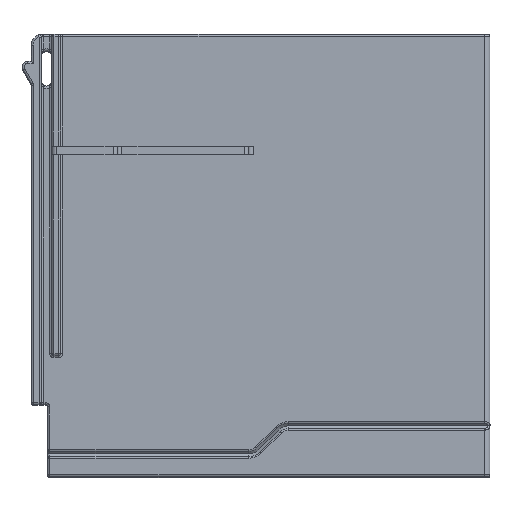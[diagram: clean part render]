
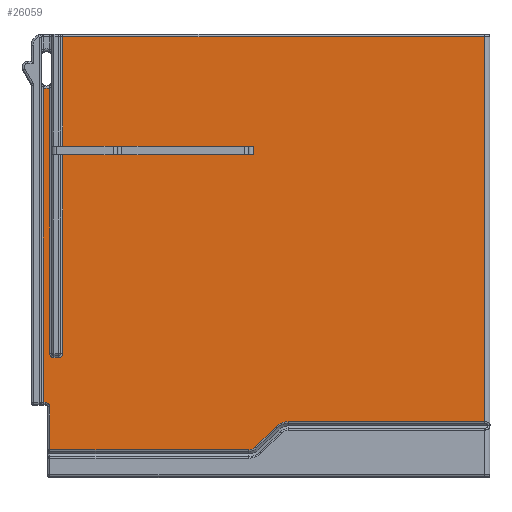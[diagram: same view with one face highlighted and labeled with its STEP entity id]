
A CAD part, top view. The second image highlights one B-rep face of the part: STEP entity #26059.
In plain terms, the highlighted planar face has unit normal (0, 0, 1).
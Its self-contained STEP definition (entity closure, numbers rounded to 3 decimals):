
#21722=DIRECTION('',(1.,0.,0.));
#21723=VECTOR('',#21722,45.358);
#21724=CARTESIAN_POINT('',(82.55,-24.343,-22.05));
#21725=LINE('',#21724,#21723);
#21751=DIRECTION('',(0.,-1.,0.));
#21752=VECTOR('',#21751,9.793);
#21753=CARTESIAN_POINT('',(82.55,-14.55,-22.05));
#21754=LINE('',#21753,#21752);
#21760=DIRECTION('',(0.,-1.,0.));
#21761=VECTOR('',#21760,87.893);
#21762=CARTESIAN_POINT('',(181.75,69.95,-22.05));
#21763=LINE('',#21762,#21761);
#21764=CARTESIAN_POINT('',(137.,-22.15,-22.05));
#21765=DIRECTION('',(0.,0.,1.));
#21766=DIRECTION('',(0.,1.,0.));
#21767=AXIS2_PLACEMENT_3D('',#21764,#21765,#21766);
#21769=DIRECTION('',(-0.707,-0.707,0.));
#21770=VECTOR('',#21769,6.359);
#21771=CARTESIAN_POINT('',(134.025,-19.175,
-22.05));
#21772=LINE('',#21771,#21770);
#21773=CARTESIAN_POINT('',(127.908,-22.05,-22.05));
#21774=DIRECTION('',(0.,0.,-1.));
#21775=DIRECTION('',(0.707,-0.707,0.));
#21776=AXIS2_PLACEMENT_3D('',#21773,#21774,#21775);
#21778=CARTESIAN_POINT('',(81.55,-14.55,-22.05));
#21779=DIRECTION('',(0.,0.,1.));
#21780=DIRECTION('',(1.,0.,0.));
#21781=AXIS2_PLACEMENT_3D('',#21778,#21779,#21780);
#21783=CARTESIAN_POINT('',(81.8,59.85,-22.05));
#21784=DIRECTION('',(0.,0.,1.));
#21785=DIRECTION('',(-0.412,-0.911,0.));
#21786=AXIS2_PLACEMENT_3D('',#21783,#21784,#21785);
#21788=CARTESIAN_POINT('',(83.5,-2.35,-22.05));
#21789=DIRECTION('',(0.,0.,1.));
#21790=DIRECTION('',(-1.,0.,0.));
#21791=AXIS2_PLACEMENT_3D('',#21788,#21789,#21790);
#21793=CARTESIAN_POINT('',(84.5,-2.35,-22.05));
#21794=DIRECTION('',(0.,0.,1.));
#21795=DIRECTION('',(0.,-1.,0.));
#21796=AXIS2_PLACEMENT_3D('',#21793,#21794,#21795);
#21798=DIRECTION('',(0.,-1.,0.));
#21799=VECTOR('',#21798,2.);
#21800=CARTESIAN_POINT('',(129.,44.95,-22.05));
#21801=LINE('',#21800,#21799);
#21812=DIRECTION('',(-1.,0.,0.));
#21813=VECTOR('',#21812,43.5);
#21814=CARTESIAN_POINT('',(129.,42.95,-22.05));
#21815=LINE('',#21814,#21813);
#21960=DIRECTION('',(0.,-1.,0.));
#21961=VECTOR('',#21960,45.3);
#21962=CARTESIAN_POINT('',(85.5,42.95,-22.05));
#21963=LINE('',#21962,#21961);
#21978=DIRECTION('',(-1.,0.,0.));
#21979=VECTOR('',#21978,1.);
#21980=CARTESIAN_POINT('',(84.5,-3.35,-22.05));
#21981=LINE('',#21980,#21979);
#22009=DIRECTION('',(0.,1.,0.));
#22010=VECTOR('',#22009,60.651);
#22011=CARTESIAN_POINT('',(82.5,-2.35,-22.05));
#22012=LINE('',#22011,#22010);
#22537=DIRECTION('',(0.,-1.,0.));
#22538=VECTOR('',#22537,71.851);
#22539=CARTESIAN_POINT('',(81.1,58.301,
-22.05));
#22540=LINE('',#22539,#22538);
#22581=DIRECTION('',(1.,0.,0.));
#22582=VECTOR('',#22581,0.45);
#22583=CARTESIAN_POINT('',(81.1,-13.55,-22.05));
#22584=LINE('',#22583,#22582);
#23179=DIRECTION('',(1.,0.,0.));
#23180=VECTOR('',#23179,43.5);
#23181=CARTESIAN_POINT('',(85.5,44.95,-22.05));
#23182=LINE('',#23181,#23180);
#23251=DIRECTION('',(-1.,0.,0.));
#23252=VECTOR('',#23251,96.25);
#23253=CARTESIAN_POINT('',(181.75,69.95,-22.05));
#23254=LINE('',#23253,#23252);
#23536=DIRECTION('',(1.,0.,0.));
#23537=VECTOR('',#23536,44.75);
#23538=CARTESIAN_POINT('',(137.,-17.943,-22.05));
#23539=LINE('',#23538,#23537);
#23545=CARTESIAN_POINT('',(181.75,-17.943,-22.05));
#23766=DIRECTION('',(0.,-1.,0.));
#23767=VECTOR('',#23766,25.);
#23768=CARTESIAN_POINT('',(85.5,69.95,-22.05));
#23769=LINE('',#23768,#23767);
#24648=VERTEX_POINT('',#23545);
#24649=CARTESIAN_POINT('',(181.75,69.95,-22.05));
#24650=VERTEX_POINT('',#24649);
#24814=CARTESIAN_POINT('',(129.,44.95,-22.05));
#24815=CARTESIAN_POINT('',(129.,42.95,-22.05));
#24816=VERTEX_POINT('',#24814);
#24817=VERTEX_POINT('',#24815);
#24818=CARTESIAN_POINT('',(85.5,69.95,-22.05));
#24819=CARTESIAN_POINT('',(85.5,44.95,-22.05));
#24820=VERTEX_POINT('',#24818);
#24821=VERTEX_POINT('',#24819);
#24822=CARTESIAN_POINT('',(137.,-17.943,-22.05));
#24823=VERTEX_POINT('',#24822);
#24824=CARTESIAN_POINT('',(134.025,-19.175,-22.05));
#24825=VERTEX_POINT('',#24824);
#24826=CARTESIAN_POINT('',(129.529,-23.671,
-22.05));
#24827=VERTEX_POINT('',#24826);
#24828=CARTESIAN_POINT('',(127.908,-24.343,-22.05));
#24829=VERTEX_POINT('',#24828);
#24830=CARTESIAN_POINT('',(82.55,-24.343,-22.05));
#24831=VERTEX_POINT('',#24830);
#24832=CARTESIAN_POINT('',(82.55,-14.55,-22.05));
#24833=VERTEX_POINT('',#24832);
#24834=CARTESIAN_POINT('',(81.55,-13.55,-22.05));
#24835=VERTEX_POINT('',#24834);
#24836=CARTESIAN_POINT('',(81.1,-13.55,-22.05));
#24837=VERTEX_POINT('',#24836);
#24838=CARTESIAN_POINT('',(81.1,58.301,
-22.05));
#24839=VERTEX_POINT('',#24838);
#24840=CARTESIAN_POINT('',(82.5,58.301,-22.05));
#24841=VERTEX_POINT('',#24840);
#24842=CARTESIAN_POINT('',(82.5,-2.35,-22.05));
#24843=VERTEX_POINT('',#24842);
#24844=CARTESIAN_POINT('',(83.5,-3.35,-22.05));
#24845=VERTEX_POINT('',#24844);
#24846=CARTESIAN_POINT('',(84.5,-3.35,-22.05));
#24847=VERTEX_POINT('',#24846);
#24848=CARTESIAN_POINT('',(85.5,-2.35,-22.05));
#24849=VERTEX_POINT('',#24848);
#24850=CARTESIAN_POINT('',(85.5,42.95,-22.05));
#24851=VERTEX_POINT('',#24850);
#26014=CARTESIAN_POINT('',(131.425,22.804,-22.05));
#26015=DIRECTION('',(0.,0.,1.));
#26016=DIRECTION('',(1.,0.,0.));
#26017=AXIS2_PLACEMENT_3D('',#26014,#26015,#26016);
#26018=PLANE('',#26017);
#26020=ORIENTED_EDGE('',*,*,#26019,.F.);
#26022=ORIENTED_EDGE('',*,*,#26021,.F.);
#26024=ORIENTED_EDGE('',*,*,#26023,.F.);
#26026=ORIENTED_EDGE('',*,*,#26025,.F.);
#26028=ORIENTED_EDGE('',*,*,#26027,.T.);
#26030=ORIENTED_EDGE('',*,*,#26029,.F.);
#26032=ORIENTED_EDGE('',*,*,#26031,.T.);
#26034=ORIENTED_EDGE('',*,*,#26033,.T.);
#26035=ORIENTED_EDGE('',*,*,#25917,.T.);
#26036=ORIENTED_EDGE('',*,*,#25939,.F.);
#26037=ORIENTED_EDGE('',*,*,#25980,.F.);
#26038=ORIENTED_EDGE('',*,*,#25997,.T.);
#26040=ORIENTED_EDGE('',*,*,#26039,.F.);
#26042=ORIENTED_EDGE('',*,*,#26041,.F.);
#26044=ORIENTED_EDGE('',*,*,#26043,.T.);
#26046=ORIENTED_EDGE('',*,*,#26045,.F.);
#26048=ORIENTED_EDGE('',*,*,#26047,.T.);
#26050=ORIENTED_EDGE('',*,*,#26049,.F.);
#26052=ORIENTED_EDGE('',*,*,#26051,.T.);
#26054=ORIENTED_EDGE('',*,*,#26053,.F.);
#26056=ORIENTED_EDGE('',*,*,#26055,.F.);
#26057=EDGE_LOOP('',(#26020,#26022,#26024,#26026,#26028,#26030,#26032,#26034,
#26035,#26036,#26037,#26038,#26040,#26042,#26044,#26046,#26048,#26050,#26052,
#26054,#26056));
#26058=FACE_OUTER_BOUND('',#26057,.F.);
#21768=CIRCLE('',#21767,4.207);
#21777=CIRCLE('',#21776,2.293);
#21782=CIRCLE('',#21781,1.);
#21787=CIRCLE('',#21786,1.7);
#21792=CIRCLE('',#21791,1.);
#21797=CIRCLE('',#21796,1.);
#25917=EDGE_CURVE('',#24827,#24829,#21777,.T.);
#25939=EDGE_CURVE('',#24831,#24829,#21725,.T.);
#25980=EDGE_CURVE('',#24833,#24831,#21754,.T.);
#25997=EDGE_CURVE('',#24833,#24835,#21782,.T.);
#26019=EDGE_CURVE('',#24816,#24817,#21801,.T.);
#26021=EDGE_CURVE('',#24821,#24816,#23182,.T.);
#26023=EDGE_CURVE('',#24820,#24821,#23769,.T.);
#26025=EDGE_CURVE('',#24650,#24820,#23254,.T.);
#26027=EDGE_CURVE('',#24650,#24648,#21763,.T.);
#26029=EDGE_CURVE('',#24823,#24648,#23539,.T.);
#26031=EDGE_CURVE('',#24823,#24825,#21768,.T.);
#26033=EDGE_CURVE('',#24825,#24827,#21772,.T.);
#26039=EDGE_CURVE('',#24837,#24835,#22584,.T.);
#26041=EDGE_CURVE('',#24839,#24837,#22540,.T.);
#26043=EDGE_CURVE('',#24839,#24841,#21787,.T.);
#26045=EDGE_CURVE('',#24843,#24841,#22012,.T.);
#26047=EDGE_CURVE('',#24843,#24845,#21792,.T.);
#26049=EDGE_CURVE('',#24847,#24845,#21981,.T.);
#26051=EDGE_CURVE('',#24847,#24849,#21797,.T.);
#26053=EDGE_CURVE('',#24851,#24849,#21963,.T.);
#26055=EDGE_CURVE('',#24817,#24851,#21815,.T.);
#26059=ADVANCED_FACE('',(#26058),#26018,.T.);
